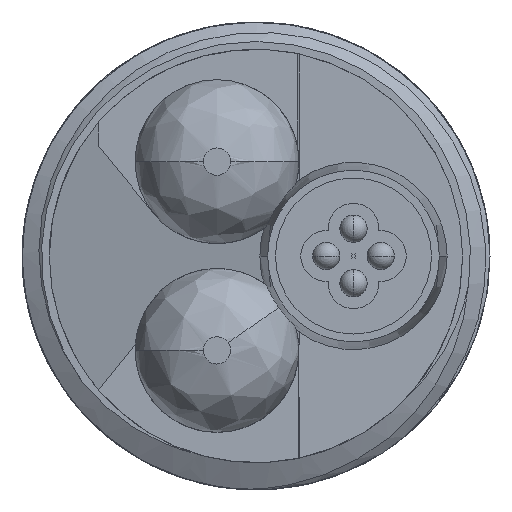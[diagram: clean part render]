
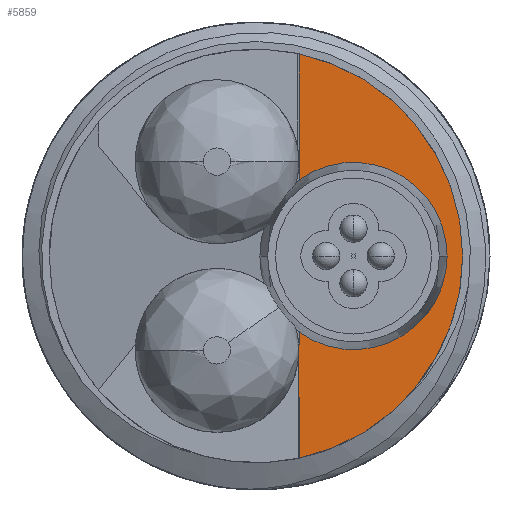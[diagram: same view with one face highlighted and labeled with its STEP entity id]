
A CAD part, front view. The second image highlights one B-rep face of the part: STEP entity #5859.
In plain terms, the highlighted planar face has unit normal (0, -1, 0).
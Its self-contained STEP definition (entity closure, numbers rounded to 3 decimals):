
#851=CARTESIAN_POINT('',(1.108,-1.77,-5.183));
#852=CARTESIAN_POINT('',(1.108,-1.77,-4.455));
#853=CARTESIAN_POINT('',(1.1,-1.768,-3.727));
#854=CARTESIAN_POINT('',(1.1,-1.768,-2.999));
#856=DIRECTION('',(0.,0.,1.));
#857=VECTOR('',#856,0.579);
#858=CARTESIAN_POINT('',(1.1,-1.768,-2.999));
#859=LINE('',#858,#857);
#860=CARTESIAN_POINT('',(1.1,-1.768,-2.42));
#861=CARTESIAN_POINT('',(1.1,-1.768,-2.265));
#862=CARTESIAN_POINT('',(1.108,-1.77,-2.11));
#863=CARTESIAN_POINT('',(1.108,-1.77,-1.955));
#865=CARTESIAN_POINT('',(2.5,-1.77,0.));
#866=DIRECTION('',(0.,-1.,0.));
#867=DIRECTION('',(-0.58,0.,-0.815));
#868=AXIS2_PLACEMENT_3D('',#865,#866,#867);
#870=CARTESIAN_POINT('',(2.5,-1.77,0.));
#871=DIRECTION('',(0.,-1.,0.));
#872=DIRECTION('',(1.,0.,0.));
#873=AXIS2_PLACEMENT_3D('',#870,#871,#872);
#875=DIRECTION('',(0.,0.,1.));
#876=VECTOR('',#875,3.227);
#877=CARTESIAN_POINT('',(1.108,-1.77,1.955));
#878=LINE('',#877,#876);
#879=CARTESIAN_POINT('',(0.,-1.77,0.));
#880=DIRECTION('',(0.,-1.,0.));
#881=DIRECTION('',(1.,0.,0.));
#882=AXIS2_PLACEMENT_3D('',#879,#880,#881);
#884=CARTESIAN_POINT('',(0.,-1.77,0.));
#885=DIRECTION('',(0.,-1.,0.));
#886=DIRECTION('',(0.209,0.,-0.978));
#887=AXIS2_PLACEMENT_3D('',#884,#885,#886);
#893=CARTESIAN_POINT('',(1.1,-1.768,-2.42));
#5689=CARTESIAN_POINT('',(5.3,-1.77,0.));
#5690=VERTEX_POINT('',#5689);
#5691=CARTESIAN_POINT('',(1.108,-1.77,5.183));
#5692=VERTEX_POINT('',#5691);
#5693=CARTESIAN_POINT('',(1.108,-1.77,-5.183));
#5694=VERTEX_POINT('',#5693);
#5713=CARTESIAN_POINT('',(1.1,-1.768,
-2.999));
#5714=VERTEX_POINT('',#5713);
#5744=CARTESIAN_POINT('',(4.9,-1.77,0.));
#5745=CARTESIAN_POINT('',(1.108,-1.77,1.955));
#5746=VERTEX_POINT('',#5744);
#5747=VERTEX_POINT('',#5745);
#5748=CARTESIAN_POINT('',(1.108,-1.77,-1.955));
#5749=VERTEX_POINT('',#5748);
#5758=VERTEX_POINT('',#893);
#5837=CARTESIAN_POINT('',(0.,-1.77,0.));
#5838=DIRECTION('',(0.,-1.,0.));
#5839=DIRECTION('',(1.,0.,0.));
#5840=AXIS2_PLACEMENT_3D('',#5837,#5838,#5839);
#5841=PLANE('',#5840);
#5843=ORIENTED_EDGE('',*,*,#5842,.T.);
#5845=ORIENTED_EDGE('',*,*,#5844,.T.);
#5847=ORIENTED_EDGE('',*,*,#5846,.T.);
#5849=ORIENTED_EDGE('',*,*,#5848,.T.);
#5850=ORIENTED_EDGE('',*,*,#5818,.T.);
#5852=ORIENTED_EDGE('',*,*,#5851,.T.);
#5854=ORIENTED_EDGE('',*,*,#5853,.F.);
#5856=ORIENTED_EDGE('',*,*,#5855,.F.);
#5857=EDGE_LOOP('',(#5843,#5845,#5847,#5849,#5850,#5852,#5854,#5856));
#5858=FACE_OUTER_BOUND('',#5857,.F.);
#5859=ADVANCED_FACE('',(#5858),#5841,.T.);
#855=B_SPLINE_CURVE_WITH_KNOTS('',3,(#851,#852,#853,#854),.UNSPECIFIED.,.F.,.F.,
(4,4),(0.,1.),.UNSPECIFIED.);
#864=B_SPLINE_CURVE_WITH_KNOTS('',3,(#860,#861,#862,#863),.UNSPECIFIED.,.F.,.F.,
(4,4),(0.,1.),.UNSPECIFIED.);
#869=CIRCLE('',#868,2.4);
#874=CIRCLE('',#873,2.4);
#883=CIRCLE('',#882,5.3);
#888=CIRCLE('',#887,5.3);
#5818=EDGE_CURVE('',#5746,#5747,#874,.T.);
#5842=EDGE_CURVE('',#5694,#5714,#855,.T.);
#5844=EDGE_CURVE('',#5714,#5758,#859,.T.);
#5846=EDGE_CURVE('',#5758,#5749,#864,.T.);
#5848=EDGE_CURVE('',#5749,#5746,#869,.T.);
#5851=EDGE_CURVE('',#5747,#5692,#878,.T.);
#5853=EDGE_CURVE('',#5690,#5692,#883,.T.);
#5855=EDGE_CURVE('',#5694,#5690,#888,.T.);
